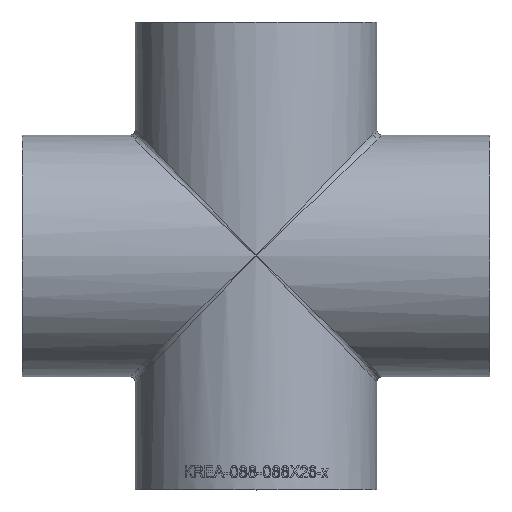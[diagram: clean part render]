
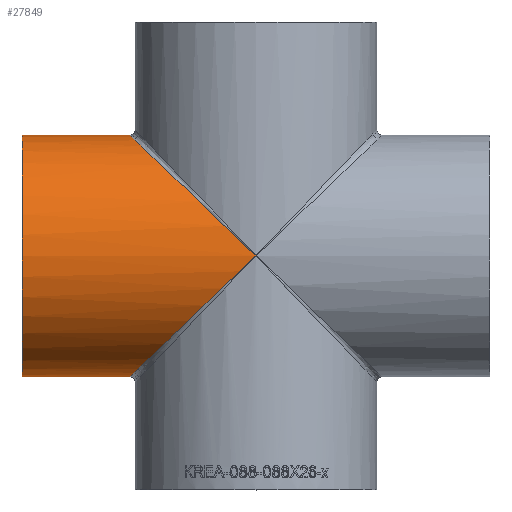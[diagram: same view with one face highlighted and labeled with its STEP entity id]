
A CAD part, top view. The second image highlights one B-rep face of the part: STEP entity #27849.
In plain terms, the highlighted cylindrical face has radius 44.45 mm (diameter 88.9 mm), a full revolution.
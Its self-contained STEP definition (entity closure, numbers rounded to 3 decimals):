
#873 = ORIENTED_EDGE ( 'NONE', *, *, #33309, .T. ) ;
#1826 = EDGE_LOOP ( 'NONE', ( #3279 ) ) ;
#2469 = FACE_OUTER_BOUND ( 'NONE', #1826, .T. ) ;
#2784 = CARTESIAN_POINT ( 'NONE',  ( -92.9, 88.9, 44.45 ) ) ;
#3144 = AXIS2_PLACEMENT_3D ( 'NONE', #5421, #20731, #33989 ) ;
#3241 = EDGE_LOOP ( 'NONE', ( #873, #33266 ) ) ;
#3279 = ORIENTED_EDGE ( 'NONE', *, *, #19835, .F. ) ;
#3433 = DIRECTION ( 'NONE',  ( 0., 0., 1. ) ) ;
#4317 = VERTEX_POINT ( 'NONE', #20755 ) ;
#5421 = CARTESIAN_POINT ( 'NONE',  ( 86., 0., 0. ) ) ;
#6925 = AXIS2_PLACEMENT_3D ( 'NONE', #19610, #29800, #3433 ) ;
#7828 = FACE_OUTER_BOUND ( 'NONE', #3241, .T. ) ;
#7858 = CARTESIAN_POINT ( 'NONE',  ( 0., 0., 44.45 ) ) ;
#9592 = CARTESIAN_POINT ( 'NONE',  ( 0., 0., -44.45 ) ) ;
#11494 = CARTESIAN_POINT ( 'NONE',  ( -92.9, -88.9, 44.45 ) ) ;
#12173 = CARTESIAN_POINT ( 'NONE',  ( -92.9, -88.9, -44.45 ) ) ;
#12956 = CARTESIAN_POINT ( 'NONE',  ( -92.9, 88.9, -44.45 ) ) ;
#13298 = CARTESIAN_POINT ( 'NONE',  ( 0., 0., -44.45 ) ) ;
#13418 = VERTEX_POINT ( 'NONE', #7858 ) ;
#15887 = CARTESIAN_POINT ( 'NONE',  ( 0., 0., 44.45 ) ) ;
#16249 = EDGE_CURVE ( 'NONE', #13418, #4317, #33955, .T. ) ;
#19610 = CARTESIAN_POINT ( 'NONE',  ( -86., 0., 0. ) ) ;
#19835 = EDGE_CURVE ( 'NONE', #22883, #22883, #29471, .T. ) ;
#20561 = CYLINDRICAL_SURFACE ( 'NONE', #3144, 44.45 ) ;
#20731 = DIRECTION ( 'NONE',  ( -1., 0., 0. ) ) ;
#20755 = CARTESIAN_POINT ( 'NONE',  ( 0., 0., -44.45 ) ) ;
#22496 = CARTESIAN_POINT ( 'NONE',  ( 0., 0., 44.45 ) ) ;
#22883 = VERTEX_POINT ( 'NONE', #30844 ) ;
#27849 = ADVANCED_FACE ( 'NONE', ( #2469, #7828 ), #20561, .T. ) ;
#29471 = CIRCLE ( 'NONE', #6925, 44.45 ) ;
#29800 = DIRECTION ( 'NONE',  ( -1., 0., 0. ) ) ;
#30464 =( BOUNDED_CURVE ( )  B_SPLINE_CURVE ( 3, ( #9592, #12173, #11494, #22496 ),
 .UNSPECIFIED., .F., .F. ) 
 B_SPLINE_CURVE_WITH_KNOTS ( ( 4, 4 ),
 ( 4.712, 7.854 ),
 .UNSPECIFIED. ) 
 CURVE ( )  GEOMETRIC_REPRESENTATION_ITEM ( )  RATIONAL_B_SPLINE_CURVE ( ( 1., 0.333, 0.333, 1. ) ) 
 REPRESENTATION_ITEM ( '' )  );
#30844 = CARTESIAN_POINT ( 'NONE',  ( -86., 0., 44.45 ) ) ;
#33266 = ORIENTED_EDGE ( 'NONE', *, *, #16249, .T. ) ;
#33309 = EDGE_CURVE ( 'NONE', #4317, #13418, #30464, .T. ) ;
#33955 =( BOUNDED_CURVE ( )  B_SPLINE_CURVE ( 3, ( #15887, #2784, #12956, #13298 ),
 .UNSPECIFIED., .F., .F. ) 
 B_SPLINE_CURVE_WITH_KNOTS ( ( 4, 4 ),
 ( 4.712, 7.854 ),
 .UNSPECIFIED. ) 
 CURVE ( )  GEOMETRIC_REPRESENTATION_ITEM ( )  RATIONAL_B_SPLINE_CURVE ( ( 1., 0.333, 0.333, 1. ) ) 
 REPRESENTATION_ITEM ( '' )  );
#33989 = DIRECTION ( 'NONE',  ( 0., 0., 1. ) ) ;
